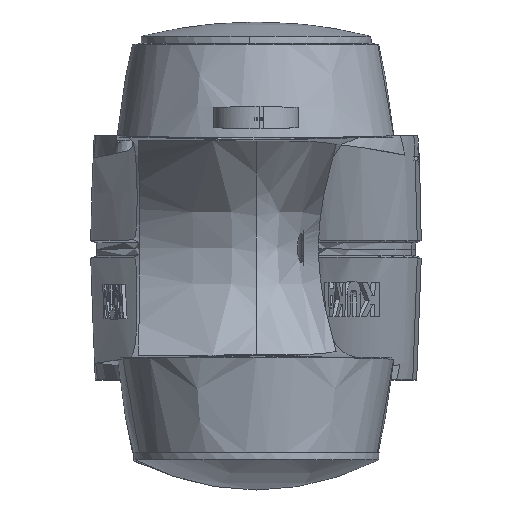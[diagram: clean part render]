
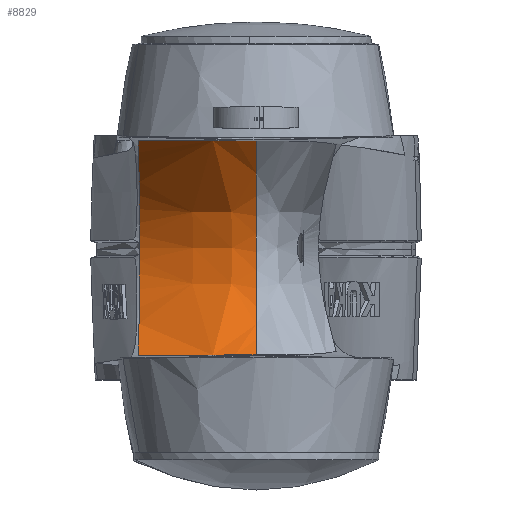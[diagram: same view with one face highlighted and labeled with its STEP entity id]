
A CAD part, top view. The second image highlights one B-rep face of the part: STEP entity #8829.
In plain terms, the highlighted free-form (B-spline) face has degree [3, 3] with [4, 4] control points.
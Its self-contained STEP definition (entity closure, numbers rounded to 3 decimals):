
#329=CARTESIAN_POINT('',(25.,56.934,868.867));
#330=CARTESIAN_POINT('',(25.,18.985,830.381));
#331=CARTESIAN_POINT('',(25.,-18.985,830.381));
#332=CARTESIAN_POINT('',(25.,-56.934,868.867));
#420=CARTESIAN_POINT('',(25.,-56.934,868.867));
#421=CARTESIAN_POINT('',(22.628,-56.934,868.868));
#422=CARTESIAN_POINT('',(17.761,-56.939,868.665));
#423=CARTESIAN_POINT('',(10.086,-56.975,867.794));
#424=CARTESIAN_POINT('',(4.738,-57.025,866.9));
#425=CARTESIAN_POINT('',(2.,-57.059,866.399));
#432=CARTESIAN_POINT('',(25.,-56.934,868.867));
#826=CARTESIAN_POINT('',(2.,57.059,866.399));
#827=CARTESIAN_POINT('',(4.739,57.025,866.9));
#828=CARTESIAN_POINT('',(10.087,56.975,867.794));
#829=CARTESIAN_POINT('',(17.763,56.939,868.665));
#830=CARTESIAN_POINT('',(22.628,56.934,868.868));
#831=CARTESIAN_POINT('',(25.,56.934,868.867));
#840=CARTESIAN_POINT('',(2.,57.059,866.399));
#841=CARTESIAN_POINT('',(-2.107,57.11,865.646));
#842=CARTESIAN_POINT('',(-10.609,57.2,863.796));
#843=CARTESIAN_POINT('',(-23.867,57.21,860.073));
#844=CARTESIAN_POINT('',(-33.138,57.115,856.94));
#845=CARTESIAN_POINT('',(-37.852,57.045,855.225));
#847=CARTESIAN_POINT('',(-37.852,-57.045,855.225));
#848=CARTESIAN_POINT('',(-33.178,-57.114,856.925));
#849=CARTESIAN_POINT('',(-23.953,-57.209,860.045));
#850=CARTESIAN_POINT('',(-10.686,-57.2,863.777));
#851=CARTESIAN_POINT('',(-2.137,-57.111,865.641));
#852=CARTESIAN_POINT('',(2.,-57.059,866.399));
#881=CARTESIAN_POINT('',(-37.852,-57.045,855.225));
#882=CARTESIAN_POINT('',(-37.71,-54.011,850.835));
#883=CARTESIAN_POINT('',(-37.477,-47.883,842.672));
#884=CARTESIAN_POINT('',(-37.252,-38.479,832.295));
#885=CARTESIAN_POINT('',(-37.126,-28.712,823.922));
#886=CARTESIAN_POINT('',(-37.065,-18.8,817.872));
#887=CARTESIAN_POINT('',(-37.044,-8.879,814.396));
#888=CARTESIAN_POINT('',(-37.038,-2.891,813.771));
#889=CARTESIAN_POINT('',(-37.038,0.,
813.772));
#3841=CARTESIAN_POINT('',(-37.852,57.045,855.225));
#3852=CARTESIAN_POINT('',(-37.038,0.,
813.772));
#3853=CARTESIAN_POINT('',(-37.038,2.892,813.771));
#3854=CARTESIAN_POINT('',(-37.045,8.886,814.428));
#3855=CARTESIAN_POINT('',(-37.064,18.721,817.828));
#3856=CARTESIAN_POINT('',(-37.126,28.756,823.937));
#3857=CARTESIAN_POINT('',(-37.255,38.607,832.424));
#3858=CARTESIAN_POINT('',(-37.48,47.987,842.799));
#3859=CARTESIAN_POINT('',(-37.712,54.051,850.892));
#3860=CARTESIAN_POINT('',(-37.852,57.045,855.225));
#6255=VERTEX_POINT('',#432);
#6256=VERTEX_POINT('',#425);
#6262=VERTEX_POINT('',#847);
#6288=VERTEX_POINT('',#826);
#6289=VERTEX_POINT('',#831);
#6292=VERTEX_POINT('',#3841);
#6303=VERTEX_POINT('',#889);
#8799=CARTESIAN_POINT('',(25.672,-80.,897.));
#8800=CARTESIAN_POINT('',(25.14,-26.673,820.991));
#8801=CARTESIAN_POINT('',(25.14,26.673,820.991));
#8802=CARTESIAN_POINT('',(25.672,80.,897.));
#8803=CARTESIAN_POINT('',(-7.934,-80.,897.019));
#8804=CARTESIAN_POINT('',(18.424,-26.652,821.39));
#8805=CARTESIAN_POINT('',(18.424,26.652,821.39));
#8806=CARTESIAN_POINT('',(-7.934,80.,897.019));
#8807=CARTESIAN_POINT('',(-41.511,-80.,895.627));
#8808=CARTESIAN_POINT('',(-28.307,-26.652,
792.971));
#8809=CARTESIAN_POINT('',(-28.307,26.652,792.971));
#8810=CARTESIAN_POINT('',(-41.511,80.,895.627));
#8811=CARTESIAN_POINT('',(-75.,-80.,892.826));
#8812=CARTESIAN_POINT('',(-115.082,-26.673,
735.716));
#8813=CARTESIAN_POINT('',(-115.082,26.673,735.716));
#8814=CARTESIAN_POINT('',(-75.,80.,892.826));
#8815=(BOUNDED_SURFACE()B_SPLINE_SURFACE(3,3,((#8799,#8800,#8801,#8802),(#8803,
#8804,#8805,#8806),(#8807,#8808,#8809,#8810),(#8811,#8812,#8813,#8814)),
.UNSPECIFIED.,.F.,.F.,.F.)B_SPLINE_SURFACE_WITH_KNOTS((4,4),(4,4),(
-0.007,1.),(0.,1.),.UNSPECIFIED.)GEOMETRIC_REPRESENTATION_ITEM()RATIONAL_B_SPLINE_SURFACE(((1.,1.,
1.,1.),(1.,1.,
1.,1.),(1.,1.,
1.,1.),(1.,1.,
1.,1.)))REPRESENTATION_ITEM('')SURFACE());
#8817=ORIENTED_EDGE('',*,*,#8816,.T.);
#8819=ORIENTED_EDGE('',*,*,#8818,.T.);
#8821=ORIENTED_EDGE('',*,*,#8820,.F.);
#8822=ORIENTED_EDGE('',*,*,#8788,.T.);
#8823=ORIENTED_EDGE('',*,*,#7291,.T.);
#8824=ORIENTED_EDGE('',*,*,#7349,.T.);
#8826=ORIENTED_EDGE('',*,*,#8825,.F.);
#8827=EDGE_LOOP('',(#8817,#8819,#8821,#8822,#8823,#8824,#8826));
#8828=FACE_OUTER_BOUND('',#8827,.F.);
#8829=ADVANCED_FACE('',(#8828),#8815,.F.);
#333=B_SPLINE_CURVE_WITH_KNOTS('',3,(#329,#330,#331,#332),.UNSPECIFIED.,.F.,.F.,
(4,4),(0.,1.),.UNSPECIFIED.);
#426=B_SPLINE_CURVE_WITH_KNOTS('',3,(#420,#421,#422,#423,#424,#425),
.UNSPECIFIED.,.F.,.F.,(4,1,1,4),(0.,0.333,0.667,1.),
.UNSPECIFIED.);
#832=B_SPLINE_CURVE_WITH_KNOTS('',3,(#826,#827,#828,#829,#830,#831),
.UNSPECIFIED.,.F.,.F.,(4,1,1,4),(0.,0.333,0.667,1.),
.UNSPECIFIED.);
#846=B_SPLINE_CURVE_WITH_KNOTS('',3,(#840,#841,#842,#843,#844,#845),
.UNSPECIFIED.,.F.,.F.,(4,1,1,4),(0.,0.333,0.667,1.),
.UNSPECIFIED.);
#853=B_SPLINE_CURVE_WITH_KNOTS('',3,(#847,#848,#849,#850,#851,#852),
.UNSPECIFIED.,.F.,.F.,(4,1,1,4),(0.,0.333,0.667,1.),
.UNSPECIFIED.);
#890=B_SPLINE_CURVE_WITH_KNOTS('',3,(#881,#882,#883,#884,#885,#886,#887,#888,
#889),.UNSPECIFIED.,.F.,.F.,(4,1,1,1,1,1,4),(0.,0.167,
0.333,0.5,0.667,0.833,1.),
.UNSPECIFIED.);
#3861=B_SPLINE_CURVE_WITH_KNOTS('',3,(#3852,#3853,#3854,#3855,#3856,#3857,#3858,
#3859,#3860),.UNSPECIFIED.,.F.,.F.,(4,1,1,1,1,1,4),(0.,0.167,
0.333,0.5,0.667,0.833,1.),
.UNSPECIFIED.);
#7291=EDGE_CURVE('',#6289,#6255,#333,.T.);
#7349=EDGE_CURVE('',#6255,#6256,#426,.T.);
#8788=EDGE_CURVE('',#6288,#6289,#832,.T.);
#8816=EDGE_CURVE('',#6262,#6303,#890,.T.);
#8818=EDGE_CURVE('',#6303,#6292,#3861,.T.);
#8820=EDGE_CURVE('',#6288,#6292,#846,.T.);
#8825=EDGE_CURVE('',#6262,#6256,#853,.T.);
